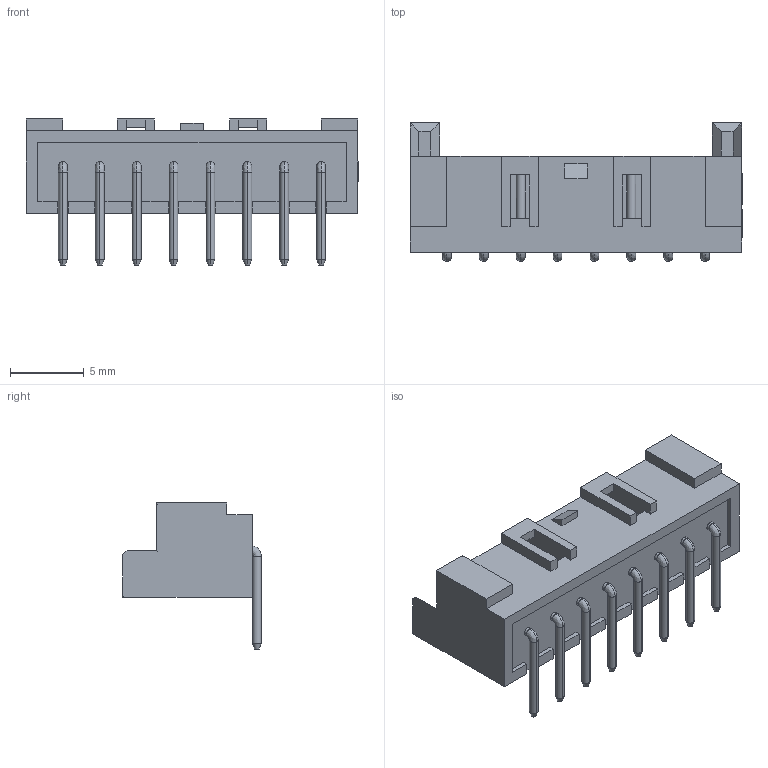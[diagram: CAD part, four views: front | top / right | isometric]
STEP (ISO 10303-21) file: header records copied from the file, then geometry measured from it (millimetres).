
FILE_DESCRIPTION(('Open CASCADE Model'),'2;1');
FILE_NAME('Open CASCADE Shape Model','2026-02-21T16:30:17',('Author'),( 'Open CASCADE'),'Open CASCADE STEP processor 7.8','Open CASCADE 7.8' ,'Unknown');
FILE_SCHEMA(('AUTOMOTIVE_DESIGN { 1 0 10303 214 1 1 1 1 }'));
Length unit declared in the file: millimetre
Products named in the file (1): COMPOUND
Bounding box: 22.5 x 9.4 x 9.9 mm (x, y, z)
Volume: 427.3 mm3; surface area: 1121.6 mm2
Topology: 14 solids, 14 shells, 547 faces, 1417 edges, 918 vertices
Faces by surface type: bspline 547
Entity records: 20656 total; most frequent: CARTESIAN_POINT 8090, ORIENTED_EDGE 2834, EDGE_CURVE 1417, B_SPLINE_CURVE_WITH_KNOTS 1257, VERTEX_POINT 918, FACE_BOUND 583, EDGE_LOOP 583, PRESENTATION_STYLE_ASSIGNMENT 561
